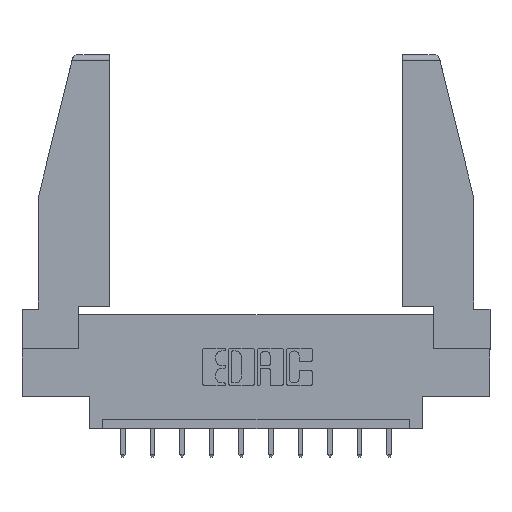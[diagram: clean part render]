
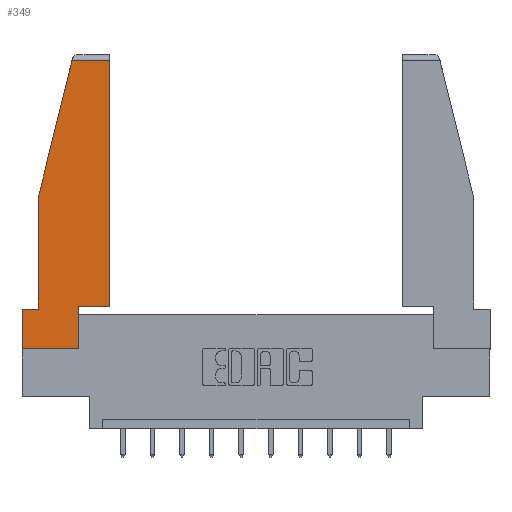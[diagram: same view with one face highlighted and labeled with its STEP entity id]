
A CAD part, top view. The second image highlights one B-rep face of the part: STEP entity #349.
In plain terms, the highlighted planar face has unit normal (0, 0, 1).
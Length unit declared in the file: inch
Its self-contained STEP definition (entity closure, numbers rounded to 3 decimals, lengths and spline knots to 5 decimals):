
#209 = EDGE_CURVE ( 'NONE', #4942, #3801, #9273, .T. ) ;
#349 = ADVANCED_FACE ( 'NONE', ( #11504 ), #13807, .T. ) ;
#475 = EDGE_CURVE ( 'NONE', #2166, #11530, #13056, .T. ) ;
#593 = LINE ( 'NONE', #815, #2356 ) ;
#767 = ORIENTED_EDGE ( 'NONE', *, *, #11858, .T. ) ;
#815 = CARTESIAN_POINT ( 'NONE',  ( 0.297, 0., 0. ) ) ;
#1122 = CARTESIAN_POINT ( 'NONE',  ( 0.461, 0.223, 0. ) ) ;
#1359 = EDGE_CURVE ( 'NONE', #1428, #2166, #2084, .T. ) ;
#1428 = VERTEX_POINT ( 'NONE', #12941 ) ;
#1677 = VERTEX_POINT ( 'NONE', #9736 ) ;
#1736 = DIRECTION ( 'NONE',  ( 0., -1., 0. ) ) ;
#1879 = LINE ( 'NONE', #6999, #12836 ) ;
#2084 = LINE ( 'NONE', #3012, #13028 ) ;
#2166 = VERTEX_POINT ( 'NONE', #10942 ) ;
#2356 = VECTOR ( 'NONE', #4251, 39.37008 ) ;
#2402 = ORIENTED_EDGE ( 'NONE', *, *, #12432, .T. ) ;
#2529 = CARTESIAN_POINT ( 'NONE',  ( 0.297, 0.223, 0. ) ) ;
#2616 = DIRECTION ( 'NONE',  ( 0., -1., 0. ) ) ;
#3012 = CARTESIAN_POINT ( 'NONE',  ( 0.086, 0.8, 0. ) ) ;
#3158 = ORIENTED_EDGE ( 'NONE', *, *, #13958, .T. ) ;
#3243 = ORIENTED_EDGE ( 'NONE', *, *, #209, .T. ) ;
#3431 = VERTEX_POINT ( 'NONE', #1122 ) ;
#3551 = DIRECTION ( 'NONE',  ( 1., 0., 0. ) ) ;
#3801 = VERTEX_POINT ( 'NONE', #12997 ) ;
#3882 = CARTESIAN_POINT ( 'NONE',  ( 0.297, 0.223, 0. ) ) ;
#4143 = CARTESIAN_POINT ( 'NONE',  ( 0.271, 1.55, 0. ) ) ;
#4226 = VERTEX_POINT ( 'NONE', #3882 ) ;
#4251 = DIRECTION ( 'NONE',  ( 0., 1., 0. ) ) ;
#4294 = ORIENTED_EDGE ( 'NONE', *, *, #4777, .T. ) ;
#4493 = CARTESIAN_POINT ( 'NONE',  ( 0., 0.21, 0. ) ) ;
#4777 = EDGE_CURVE ( 'NONE', #8330, #1677, #1879, .T. ) ;
#4942 = VERTEX_POINT ( 'NONE', #8214 ) ;
#5237 = CARTESIAN_POINT ( 'NONE',  ( 0.461, 0.223, 0. ) ) ;
#5540 = VECTOR ( 'NONE', #10631, 39.37008 ) ;
#5824 = DIRECTION ( 'NONE',  ( 1., 0., 0. ) ) ;
#6142 = CARTESIAN_POINT ( 'NONE',  ( 0., 0.21, 0. ) ) ;
#6227 = VECTOR ( 'NONE', #3551, 39.37008 ) ;
#6414 = DIRECTION ( 'NONE',  ( 0., 0., 1. ) ) ;
#6534 = VECTOR ( 'NONE', #10531, 39.37008 ) ;
#6692 = DIRECTION ( 'NONE',  ( -1., 0., 0. ) ) ;
#6715 = LINE ( 'NONE', #2529, #11495 ) ;
#6736 = EDGE_CURVE ( 'NONE', #3801, #4226, #593, .T. ) ;
#6999 = CARTESIAN_POINT ( 'NONE',  ( 0., 1.52, 0. ) ) ;
#8214 = CARTESIAN_POINT ( 'NONE',  ( 0., 0., 0. ) ) ;
#8330 = VERTEX_POINT ( 'NONE', #12562 ) ;
#8595 = VECTOR ( 'NONE', #6692, 39.37008 ) ;
#8729 = LINE ( 'NONE', #4143, #6534 ) ;
#9273 = LINE ( 'NONE', #10155, #6227 ) ;
#9448 = LINE ( 'NONE', #5237, #5540 ) ;
#9663 = CARTESIAN_POINT ( 'NONE',  ( 0., 0., 0. ) ) ;
#9736 = CARTESIAN_POINT ( 'NONE',  ( 0.2636, 1.52, 0. ) ) ;
#10155 = CARTESIAN_POINT ( 'NONE',  ( 0., 0., 0. ) ) ;
#10531 = DIRECTION ( 'NONE',  ( -0.239, -0.971, 0. ) ) ;
#10631 = DIRECTION ( 'NONE',  ( 0., 1., 0. ) ) ;
#10942 = CARTESIAN_POINT ( 'NONE',  ( 0.086, 0.21, 0. ) ) ;
#11205 = CARTESIAN_POINT ( 'NONE',  ( 0., 0.21, 0. ) ) ;
#11254 = VECTOR ( 'NONE', #2616, 39.37008 ) ;
#11495 = VECTOR ( 'NONE', #5824, 39.37008 ) ;
#11504 = FACE_OUTER_BOUND ( 'NONE', #13089, .T. ) ;
#11530 = VERTEX_POINT ( 'NONE', #6142 ) ;
#11590 = EDGE_CURVE ( 'NONE', #3431, #8330, #9448, .T. ) ;
#11596 = LINE ( 'NONE', #11205, #11254 ) ;
#11858 = EDGE_CURVE ( 'NONE', #4226, #3431, #6715, .T. ) ;
#12432 = EDGE_CURVE ( 'NONE', #1677, #1428, #8729, .T. ) ;
#12492 = ORIENTED_EDGE ( 'NONE', *, *, #1359, .T. ) ;
#12562 = CARTESIAN_POINT ( 'NONE',  ( 0.461, 1.52, 0. ) ) ;
#12566 = DIRECTION ( 'NONE',  ( 1., 0., 0. ) ) ;
#12836 = VECTOR ( 'NONE', #13508, 39.37008 ) ;
#12941 = CARTESIAN_POINT ( 'NONE',  ( 0.086, 0.8, 0. ) ) ;
#12997 = CARTESIAN_POINT ( 'NONE',  ( 0.297, 0., 0. ) ) ;
#13028 = VECTOR ( 'NONE', #1736, 39.37008 ) ;
#13056 = LINE ( 'NONE', #4493, #8595 ) ;
#13089 = EDGE_LOOP ( 'NONE', ( #13383, #4294, #2402, #12492, #13762, #3158, #3243, #13769, #767 ) ) ;
#13383 = ORIENTED_EDGE ( 'NONE', *, *, #11590, .T. ) ;
#13508 = DIRECTION ( 'NONE',  ( -1., 0., 0. ) ) ;
#13762 = ORIENTED_EDGE ( 'NONE', *, *, #475, .T. ) ;
#13769 = ORIENTED_EDGE ( 'NONE', *, *, #6736, .T. ) ;
#13807 = PLANE ( 'NONE',  #13954 ) ;
#13954 = AXIS2_PLACEMENT_3D ( 'NONE', #9663, #6414, #12566 ) ;
#13958 = EDGE_CURVE ( 'NONE', #11530, #4942, #11596, .T. ) ;
